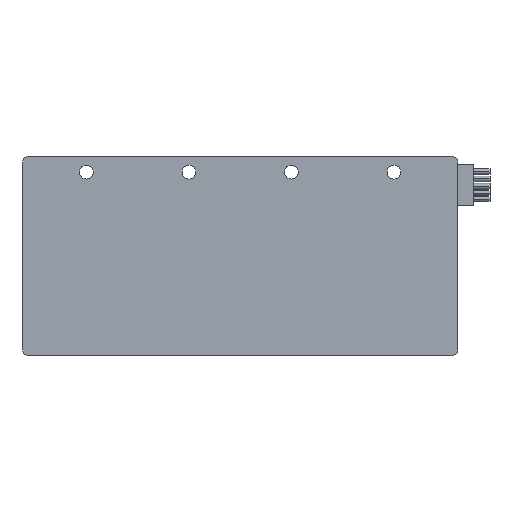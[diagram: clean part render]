
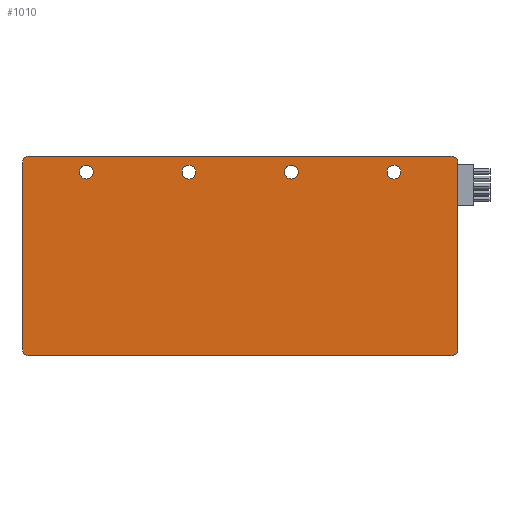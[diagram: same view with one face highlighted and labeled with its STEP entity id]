
A CAD part, top view. The second image highlights one B-rep face of the part: STEP entity #1010.
In plain terms, the highlighted planar face has unit normal (0, 0, 1).
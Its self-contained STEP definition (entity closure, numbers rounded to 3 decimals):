
#223=CARTESIAN_POINT('',(-65.8,28.9,3.25));
#224=DIRECTION('',(0.,0.,1.));
#225=DIRECTION('',(0.,1.,0.));
#226=AXIS2_PLACEMENT_3D('',#223,#224,#225);
#228=DIRECTION('',(-1.,0.,0.));
#229=VECTOR('',#228,131.6);
#230=CARTESIAN_POINT('',(65.8,31.1,3.25));
#231=LINE('',#230,#229);
#232=CARTESIAN_POINT('',(65.8,28.9,3.25));
#233=DIRECTION('',(0.,0.,1.));
#234=DIRECTION('',(1.,0.,0.));
#235=AXIS2_PLACEMENT_3D('',#232,#233,#234);
#237=DIRECTION('',(0.,1.,0.));
#238=VECTOR('',#237,57.9);
#239=CARTESIAN_POINT('',(68.,-29.,3.25));
#240=LINE('',#239,#238);
#241=CARTESIAN_POINT('',(65.8,-29.,3.25));
#242=DIRECTION('',(0.,0.,1.));
#243=DIRECTION('',(0.,-1.,0.));
#244=AXIS2_PLACEMENT_3D('',#241,#242,#243);
#246=DIRECTION('',(1.,0.,0.));
#247=VECTOR('',#246,131.6);
#248=CARTESIAN_POINT('',(-65.8,-31.2,3.25));
#249=LINE('',#248,#247);
#250=CARTESIAN_POINT('',(-65.8,-29.,3.25));
#251=DIRECTION('',(0.,0.,1.));
#252=DIRECTION('',(-1.,0.,0.));
#253=AXIS2_PLACEMENT_3D('',#250,#251,#252);
#255=DIRECTION('',(0.,-1.,0.));
#256=VECTOR('',#255,57.9);
#257=CARTESIAN_POINT('',(-68.,28.9,3.25));
#258=LINE('',#257,#256);
#259=CARTESIAN_POINT('',(48.,26.1,3.25));
#260=DIRECTION('',(0.,0.,1.));
#261=DIRECTION('',(1.,0.,0.));
#262=AXIS2_PLACEMENT_3D('',#259,#260,#261);
#264=CARTESIAN_POINT('',(48.,26.1,3.25));
#265=DIRECTION('',(0.,0.,1.));
#266=DIRECTION('',(-1.,0.,0.));
#267=AXIS2_PLACEMENT_3D('',#264,#265,#266);
#269=CARTESIAN_POINT('',(16.,26.1,3.25));
#270=DIRECTION('',(0.,0.,1.));
#271=DIRECTION('',(1.,0.,0.));
#272=AXIS2_PLACEMENT_3D('',#269,#270,#271);
#274=CARTESIAN_POINT('',(16.,26.1,3.25));
#275=DIRECTION('',(0.,0.,1.));
#276=DIRECTION('',(-1.,0.,0.));
#277=AXIS2_PLACEMENT_3D('',#274,#275,#276);
#279=CARTESIAN_POINT('',(-16.,26.1,3.25));
#280=DIRECTION('',(0.,0.,1.));
#281=DIRECTION('',(1.,0.,0.));
#282=AXIS2_PLACEMENT_3D('',#279,#280,#281);
#284=CARTESIAN_POINT('',(-16.,26.1,3.25));
#285=DIRECTION('',(0.,0.,1.));
#286=DIRECTION('',(-1.,0.,0.));
#287=AXIS2_PLACEMENT_3D('',#284,#285,#286);
#289=CARTESIAN_POINT('',(-48.,26.1,3.25));
#290=DIRECTION('',(0.,0.,1.));
#291=DIRECTION('',(1.,0.,0.));
#292=AXIS2_PLACEMENT_3D('',#289,#290,#291);
#294=CARTESIAN_POINT('',(-48.,26.1,3.25));
#295=DIRECTION('',(0.,0.,1.));
#296=DIRECTION('',(-1.,0.,0.));
#297=AXIS2_PLACEMENT_3D('',#294,#295,#296);
#611=CARTESIAN_POINT('',(-65.8,31.1,3.25));
#612=VERTEX_POINT('',#611);
#613=CARTESIAN_POINT('',(-68.,28.9,3.25));
#614=VERTEX_POINT('',#613);
#619=CARTESIAN_POINT('',(-68.,-29.,3.25));
#620=VERTEX_POINT('',#619);
#621=CARTESIAN_POINT('',(-65.8,-31.2,3.25));
#622=VERTEX_POINT('',#621);
#627=CARTESIAN_POINT('',(65.8,-31.2,3.25));
#628=VERTEX_POINT('',#627);
#629=CARTESIAN_POINT('',(68.,-29.,3.25));
#630=VERTEX_POINT('',#629);
#635=CARTESIAN_POINT('',(68.,28.9,3.25));
#636=VERTEX_POINT('',#635);
#637=CARTESIAN_POINT('',(65.8,31.1,3.25));
#638=VERTEX_POINT('',#637);
#639=CARTESIAN_POINT('',(50.15,26.1,3.25));
#640=CARTESIAN_POINT('',(45.85,26.1,3.25));
#641=VERTEX_POINT('',#639);
#642=VERTEX_POINT('',#640);
#647=CARTESIAN_POINT('',(18.15,26.1,3.25));
#648=CARTESIAN_POINT('',(13.85,26.1,3.25));
#649=VERTEX_POINT('',#647);
#650=VERTEX_POINT('',#648);
#655=CARTESIAN_POINT('',(-13.85,26.1,3.25));
#656=CARTESIAN_POINT('',(-18.15,26.1,3.25));
#657=VERTEX_POINT('',#655);
#658=VERTEX_POINT('',#656);
#663=CARTESIAN_POINT('',(-45.85,26.1,3.25));
#664=CARTESIAN_POINT('',(-50.15,26.1,3.25));
#665=VERTEX_POINT('',#663);
#666=VERTEX_POINT('',#664);
#971=CARTESIAN_POINT('',(0.,-0.05,3.25));
#972=DIRECTION('',(0.,0.,1.));
#973=DIRECTION('',(1.,0.,0.));
#974=AXIS2_PLACEMENT_3D('',#971,#972,#973);
#975=PLANE('',#974);
#976=ORIENTED_EDGE('',*,*,#831,.F.);
#977=ORIENTED_EDGE('',*,*,#847,.F.);
#978=ORIENTED_EDGE('',*,*,#860,.F.);
#979=ORIENTED_EDGE('',*,*,#873,.F.);
#980=ORIENTED_EDGE('',*,*,#906,.F.);
#981=ORIENTED_EDGE('',*,*,#919,.F.);
#982=ORIENTED_EDGE('',*,*,#934,.F.);
#983=ORIENTED_EDGE('',*,*,#946,.F.);
#984=EDGE_LOOP('',(#976,#977,#978,#979,#980,#981,#982,#983));
#985=FACE_OUTER_BOUND('',#984,.F.);
#987=ORIENTED_EDGE('',*,*,#986,.T.);
#989=ORIENTED_EDGE('',*,*,#988,.T.);
#990=EDGE_LOOP('',(#987,#989));
#991=FACE_BOUND('',#990,.F.);
#993=ORIENTED_EDGE('',*,*,#992,.T.);
#995=ORIENTED_EDGE('',*,*,#994,.T.);
#996=EDGE_LOOP('',(#993,#995));
#997=FACE_BOUND('',#996,.F.);
#999=ORIENTED_EDGE('',*,*,#998,.T.);
#1001=ORIENTED_EDGE('',*,*,#1000,.T.);
#1002=EDGE_LOOP('',(#999,#1001));
#1003=FACE_BOUND('',#1002,.F.);
#1005=ORIENTED_EDGE('',*,*,#1004,.T.);
#1007=ORIENTED_EDGE('',*,*,#1006,.T.);
#1008=EDGE_LOOP('',(#1005,#1007));
#1009=FACE_BOUND('',#1008,.F.);
#227=CIRCLE('',#226,2.2);
#236=CIRCLE('',#235,2.2);
#245=CIRCLE('',#244,2.2);
#254=CIRCLE('',#253,2.2);
#263=CIRCLE('',#262,2.15);
#268=CIRCLE('',#267,2.15);
#273=CIRCLE('',#272,2.15);
#278=CIRCLE('',#277,2.15);
#283=CIRCLE('',#282,2.15);
#288=CIRCLE('',#287,2.15);
#293=CIRCLE('',#292,2.15);
#298=CIRCLE('',#297,2.15);
#831=EDGE_CURVE('',#612,#614,#227,.T.);
#847=EDGE_CURVE('',#638,#612,#231,.T.);
#860=EDGE_CURVE('',#636,#638,#236,.T.);
#873=EDGE_CURVE('',#630,#636,#240,.T.);
#906=EDGE_CURVE('',#628,#630,#245,.T.);
#919=EDGE_CURVE('',#622,#628,#249,.T.);
#934=EDGE_CURVE('',#620,#622,#254,.T.);
#946=EDGE_CURVE('',#614,#620,#258,.T.);
#986=EDGE_CURVE('',#641,#642,#263,.T.);
#988=EDGE_CURVE('',#642,#641,#268,.T.);
#992=EDGE_CURVE('',#649,#650,#273,.T.);
#994=EDGE_CURVE('',#650,#649,#278,.T.);
#998=EDGE_CURVE('',#657,#658,#283,.T.);
#1000=EDGE_CURVE('',#658,#657,#288,.T.);
#1004=EDGE_CURVE('',#665,#666,#293,.T.);
#1006=EDGE_CURVE('',#666,#665,#298,.T.);
#1010=ADVANCED_FACE('',(#985,#991,#997,#1003,#1009),#975,.T.);
